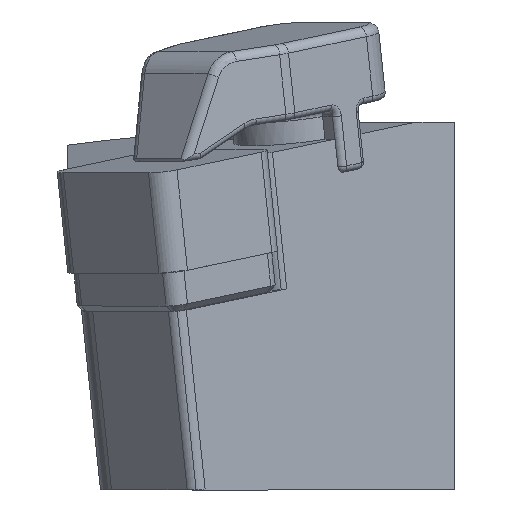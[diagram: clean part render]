
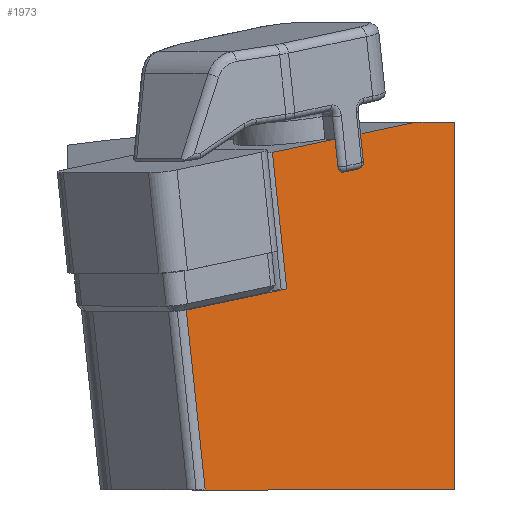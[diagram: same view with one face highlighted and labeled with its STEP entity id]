
A CAD part, left-side view. The second image highlights one B-rep face of the part: STEP entity #1973.
In plain terms, the highlighted planar face has unit normal (-0.707, -0.707, 0).
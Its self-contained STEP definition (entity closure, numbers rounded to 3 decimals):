
#66 = VERTEX_POINT ( 'NONE', #3468 ) ;
#78 = CARTESIAN_POINT ( 'NONE',  ( 2.782, 21.163, -10.814 ) ) ;
#95 = ORIENTED_EDGE ( 'NONE', *, *, #3318, .F. ) ;
#170 = EDGE_LOOP ( 'NONE', ( #1048, #8234, #95, #927, #8034, #2242, #6844, #5560, #3026, #7052, #3531, #1055, #572 ) ) ;
#284 = CARTESIAN_POINT ( 'NONE',  ( 11.751, 12.188, 2.077 ) ) ;
#318 = EDGE_CURVE ( 'NONE', #3847, #4306, #5622, .T. ) ;
#438 = AXIS2_PLACEMENT_3D ( 'NONE', #4344, #549, #6885 ) ;
#449 = LINE ( 'NONE', #1359, #6842 ) ;
#549 = DIRECTION ( 'NONE',  ( -0.707, -0.707, 0. ) ) ;
#570 = DIRECTION ( 'NONE',  ( -0.105, 0.104, 0.989 ) ) ;
#572 = ORIENTED_EDGE ( 'NONE', *, *, #5792, .F. ) ;
#836 = VERTEX_POINT ( 'NONE', #2515 ) ;
#908 = VERTEX_POINT ( 'NONE', #7984 ) ;
#927 = ORIENTED_EDGE ( 'NONE', *, *, #4265, .F. ) ;
#941 = VECTOR ( 'NONE', #5888, 1000. ) ;
#1043 = EDGE_CURVE ( 'NONE', #4534, #1129, #4011, .T. ) ;
#1048 = ORIENTED_EDGE ( 'NONE', *, *, #3843, .T. ) ;
#1055 = ORIENTED_EDGE ( 'NONE', *, *, #1043, .F. ) ;
#1085 = CARTESIAN_POINT ( 'NONE',  ( 14.501, 9.438, 2.657 ) ) ;
#1122 = CARTESIAN_POINT ( 'NONE',  ( 23.938, 0., 4. ) ) ;
#1129 = VERTEX_POINT ( 'NONE', #7269 ) ;
#1193 = CIRCLE ( 'NONE', #5188, 0.499 ) ;
#1195 = CARTESIAN_POINT ( 'NONE',  ( 16.321, 7.619, 0.312 ) ) ;
#1220 = EDGE_CURVE ( 'NONE', #6916, #66, #1605, .T. ) ;
#1333 = EDGE_CURVE ( 'NONE', #1129, #1661, #1421, .T. ) ;
#1349 = CARTESIAN_POINT ( 'NONE',  ( 11.968, 11.969, 4. ) ) ;
#1359 = CARTESIAN_POINT ( 'NONE',  ( 15.253, 8.689, -4.465 ) ) ;
#1421 = CIRCLE ( 'NONE', #438, 0.499 ) ;
#1605 = LINE ( 'NONE', #5453, #8226 ) ;
#1661 = VERTEX_POINT ( 'NONE', #6823 ) ;
#1710 = VECTOR ( 'NONE', #7389, 1000. ) ;
#1876 = CARTESIAN_POINT ( 'NONE',  ( 15.132, 8.808, 0.061 ) ) ;
#1973 = ADVANCED_FACE ( 'NONE', ( #5998 ), #6921, .F. ) ;
#2130 = CARTESIAN_POINT ( 'NONE',  ( 9.562, 14.377, 1.616 ) ) ;
#2242 = ORIENTED_EDGE ( 'NONE', *, *, #1220, .F. ) ;
#2471 = EDGE_CURVE ( 'NONE', #5841, #66, #2675, .T. ) ;
#2515 = CARTESIAN_POINT ( 'NONE',  ( 10.699, 13.246, -9.145 ) ) ;
#2527 = DIRECTION ( 'NONE',  ( 0.105, -0.104, -0.989 ) ) ;
#2585 = VECTOR ( 'NONE', #5445, 1000. ) ;
#2675 = LINE ( 'NONE', #5835, #941 ) ;
#2677 = EDGE_CURVE ( 'NONE', #908, #3847, #3442, .T. ) ;
#2918 = DIRECTION ( 'NONE',  ( -0.707, 0.707, 0. ) ) ;
#3026 = ORIENTED_EDGE ( 'NONE', *, *, #2677, .F. ) ;
#3114 = CARTESIAN_POINT ( 'NONE',  ( 0.237, 23.569, 232.526 ) ) ;
#3248 = DIRECTION ( 'NONE',  ( -0.707, -0.707, 0. ) ) ;
#3296 = VECTOR ( 'NONE', #2527, 1000. ) ;
#3318 = EDGE_CURVE ( 'NONE', #836, #7440, #7675, .T. ) ;
#3365 = LINE ( 'NONE', #284, #4559 ) ;
#3367 = VERTEX_POINT ( 'NONE', #1085 ) ;
#3442 = LINE ( 'NONE', #4791, #2585 ) ;
#3468 = CARTESIAN_POINT ( 'NONE',  ( 4.281, 19.672, -25. ) ) ;
#3531 = ORIENTED_EDGE ( 'NONE', *, *, #1333, .F. ) ;
#3627 = CARTESIAN_POINT ( 'NONE',  ( 8.82, 15.115, 8.638 ) ) ;
#3843 = EDGE_CURVE ( 'NONE', #4259, #3367, #449, .T. ) ;
#3847 = VERTEX_POINT ( 'NONE', #4478 ) ;
#3875 = VECTOR ( 'NONE', #570, 1000. ) ;
#3879 = DIRECTION ( 'NONE',  ( -0.105, 0.104, 0.989 ) ) ;
#3909 = DIRECTION ( 'NONE',  ( 0.707, -0.707, 0. ) ) ;
#4011 =( BOUNDED_CURVE ( )  B_SPLINE_CURVE ( 3, ( #1876, #6990, #8184, #1195 ),
 .UNSPECIFIED., .F., .T. ) 
 B_SPLINE_CURVE_WITH_KNOTS ( ( 4, 4 ),
 ( 1.627, 1.645 ),
 .UNSPECIFIED. ) 
 CURVE ( )  GEOMETRIC_REPRESENTATION_ITEM ( )  RATIONAL_B_SPLINE_CURVE ( ( 1., 1., 1., 1. ) ) 
 REPRESENTATION_ITEM ( '' )  );
#4062 = LINE ( 'NONE', #6423, #3296 ) ;
#4259 = VERTEX_POINT ( 'NONE', #7509 ) ;
#4265 = EDGE_CURVE ( 'NONE', #5841, #836, #5132, .T. ) ;
#4306 = VERTEX_POINT ( 'NONE', #1122 ) ;
#4344 = CARTESIAN_POINT ( 'NONE',  ( 16.269, 7.671, 0.805 ) ) ;
#4478 = CARTESIAN_POINT ( 'NONE',  ( 20.873, 3.065, 4. ) ) ;
#4507 = CARTESIAN_POINT ( 'NONE',  ( 15.08, 8.86, 0.554 ) ) ;
#4534 = VERTEX_POINT ( 'NONE', #5989 ) ;
#4559 = VECTOR ( 'NONE', #6594, 1000. ) ;
#4613 = VECTOR ( 'NONE', #3909, 1000. ) ;
#4791 = CARTESIAN_POINT ( 'NONE',  ( 11.751, 12.188, 2.077 ) ) ;
#5123 = DIRECTION ( 'NONE',  ( 0.707, -0.707, 0. ) ) ;
#5132 = LINE ( 'NONE', #6854, #1710 ) ;
#5188 = AXIS2_PLACEMENT_3D ( 'NONE', #4507, #3248, #5123 ) ;
#5445 = DIRECTION ( 'NONE',  ( 0.699, -0.699, 0.147 ) ) ;
#5453 = CARTESIAN_POINT ( 'NONE',  ( 11.977, 11.977, -25. ) ) ;
#5560 = ORIENTED_EDGE ( 'NONE', *, *, #318, .F. ) ;
#5622 = LINE ( 'NONE', #1349, #4613 ) ;
#5669 = DIRECTION ( 'NONE',  ( 0.707, 0.707, 0. ) ) ;
#5792 = EDGE_CURVE ( 'NONE', #4259, #4534, #1193, .T. ) ;
#5835 = CARTESIAN_POINT ( 'NONE',  ( -22.43, 46.237, 227.748 ) ) ;
#5841 = VERTEX_POINT ( 'NONE', #78 ) ;
#5884 = EDGE_CURVE ( 'NONE', #908, #1661, #4062, .T. ) ;
#5888 = DIRECTION ( 'NONE',  ( 0.105, -0.104, -0.989 ) ) ;
#5989 = CARTESIAN_POINT ( 'NONE',  ( 15.132, 8.808, 0.061 ) ) ;
#5998 = FACE_OUTER_BOUND ( 'NONE', #170, .T. ) ;
#6156 = VECTOR ( 'NONE', #7907, 1000. ) ;
#6257 = DIRECTION ( 'NONE',  ( 0.707, -0.707, 0. ) ) ;
#6423 = CARTESIAN_POINT ( 'NONE',  ( 17.14, 6.802, -4.067 ) ) ;
#6468 = LINE ( 'NONE', #7189, #6156 ) ;
#6594 = DIRECTION ( 'NONE',  ( 0.699, -0.699, 0.147 ) ) ;
#6613 = EDGE_CURVE ( 'NONE', #7440, #3367, #3365, .T. ) ;
#6720 = EDGE_CURVE ( 'NONE', #4306, #6916, #6468, .T. ) ;
#6823 = CARTESIAN_POINT ( 'NONE',  ( 16.617, 7.322, 0.878 ) ) ;
#6842 = VECTOR ( 'NONE', #3879, 1000. ) ;
#6844 = ORIENTED_EDGE ( 'NONE', *, *, #6720, .F. ) ;
#6854 = CARTESIAN_POINT ( 'NONE',  ( 25.449, -1.505, -6.036 ) ) ;
#6855 = CARTESIAN_POINT ( 'NONE',  ( 23.955, 0., -25. ) ) ;
#6885 = DIRECTION ( 'NONE',  ( 0.707, -0.707, 0. ) ) ;
#6916 = VERTEX_POINT ( 'NONE', #6855 ) ;
#6921 = PLANE ( 'NONE',  #8223 ) ;
#6990 = CARTESIAN_POINT ( 'NONE',  ( 15.529, 8.411, 0.144 ) ) ;
#7052 = ORIENTED_EDGE ( 'NONE', *, *, #5884, .T. ) ;
#7189 = CARTESIAN_POINT ( 'NONE',  ( 23.955, 0., -25.072 ) ) ;
#7269 = CARTESIAN_POINT ( 'NONE',  ( 16.321, 7.619, 0.312 ) ) ;
#7389 = DIRECTION ( 'NONE',  ( 0.699, -0.699, 0.147 ) ) ;
#7440 = VERTEX_POINT ( 'NONE', #2130 ) ;
#7509 = CARTESIAN_POINT ( 'NONE',  ( 14.731, 9.209, 0.481 ) ) ;
#7675 = LINE ( 'NONE', #3627, #3875 ) ;
#7907 = DIRECTION ( 'NONE',  ( 0.001, 0., -1. ) ) ;
#7984 = CARTESIAN_POINT ( 'NONE',  ( 16.387, 7.551, 3.054 ) ) ;
#8034 = ORIENTED_EDGE ( 'NONE', *, *, #2471, .T. ) ;
#8184 = CARTESIAN_POINT ( 'NONE',  ( 15.925, 8.015, 0.228 ) ) ;
#8223 = AXIS2_PLACEMENT_3D ( 'NONE', #3114, #5669, #6257 ) ;
#8226 = VECTOR ( 'NONE', #2918, 1000. ) ;
#8234 = ORIENTED_EDGE ( 'NONE', *, *, #6613, .F. ) ;
